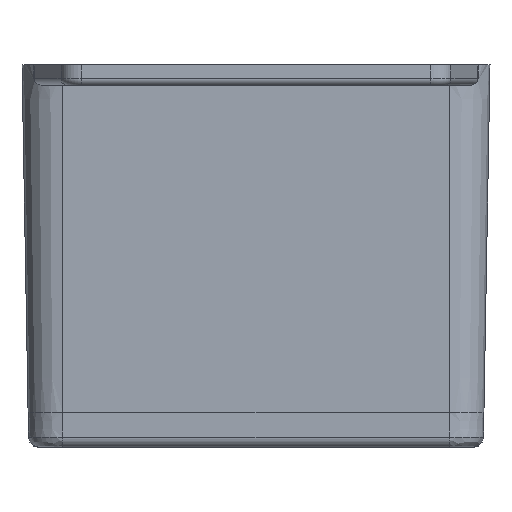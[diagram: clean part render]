
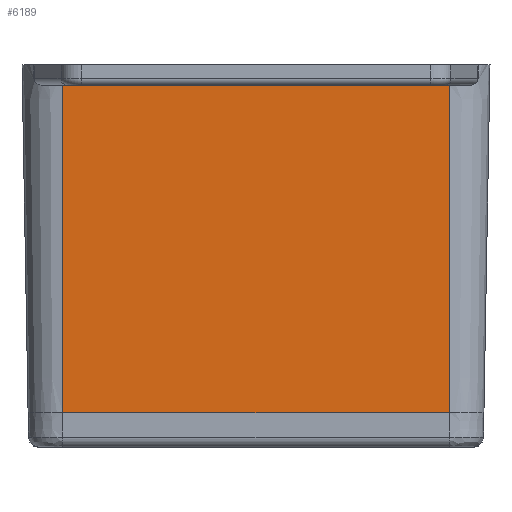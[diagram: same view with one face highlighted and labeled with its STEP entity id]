
A CAD part, front view. The second image highlights one B-rep face of the part: STEP entity #6189.
In plain terms, the highlighted planar face has unit normal (0, -1, -0.018).
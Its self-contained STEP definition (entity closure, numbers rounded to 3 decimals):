
#6146 = VERTEX_POINT ( 'NONE', #12546 ) ;
#6148 = EDGE_CURVE ( 'NONE', #6211, #6205, #12535, .T. ) ;
#6189 = ADVANCED_FACE ( 'NONE', ( #12584 ), #12589, .T. ) ;
#6191 = EDGE_CURVE ( 'NONE', #6146, #6214, #12619, .T. ) ;
#6192 = EDGE_CURVE ( 'NONE', #6146, #6211, #12633, .T. ) ;
#6194 = ORIENTED_EDGE ( 'NONE', *, *, #6191, .T. ) ;
#6195 = EDGE_CURVE ( 'NONE', #6205, #6214, #12134, .T. ) ;
#6196 = ORIENTED_EDGE ( 'NONE', *, *, #6195, .F. ) ;
#6202 = EDGE_LOOP ( 'NONE', ( #6208, #6194, #6196, #6207 ) ) ;
#6205 = VERTEX_POINT ( 'NONE', #12656 ) ;
#6207 = ORIENTED_EDGE ( 'NONE', *, *, #6148, .F. ) ;
#6208 = ORIENTED_EDGE ( 'NONE', *, *, #6192, .F. ) ;
#6211 = VERTEX_POINT ( 'NONE', #12649 ) ;
#6214 = VERTEX_POINT ( 'NONE', #12657 ) ;
#12131 = DIRECTION ( 'NONE',  ( -1., 0., 0. ) ) ;
#12132 = VECTOR ( 'NONE', #12131, 1000. ) ;
#12133 = CARTESIAN_POINT ( 'NONE',  ( -391.326, 2139.189, -1. ) ) ;
#12134 = LINE ( 'NONE', #12133, #12132 ) ;
#12526 = DIRECTION ( 'NONE',  ( 0., 0.017, -1. ) ) ;
#12527 = VECTOR ( 'NONE', #12526, 1000. ) ;
#12534 = CARTESIAN_POINT ( 'NONE',  ( -335.826, 2139.189, -1. ) ) ;
#12535 = LINE ( 'NONE', #12534, #12527 ) ;
#12546 = CARTESIAN_POINT ( 'NONE',  ( -391.326, 2138.369, 46. ) ) ;
#12584 = FACE_OUTER_BOUND ( 'NONE', #6202, .T. ) ;
#12589 = PLANE ( 'NONE',  #12631 ) ;
#12611 = DIRECTION ( 'NONE',  ( 1., 0., 0. ) ) ;
#12612 = VECTOR ( 'NONE', #12611, 1000. ) ;
#12613 = CARTESIAN_POINT ( 'NONE',  ( -391.326, 2138.369, 46. ) ) ;
#12616 = DIRECTION ( 'NONE',  ( 0., 0.017, -1. ) ) ;
#12617 = VECTOR ( 'NONE', #12616, 1000. ) ;
#12618 = CARTESIAN_POINT ( 'NONE',  ( -391.326, 2139.189, -1. ) ) ;
#12619 = LINE ( 'NONE', #12618, #12617 ) ;
#12622 = DIRECTION ( 'NONE',  ( 0., 0.017, -1. ) ) ;
#12623 = DIRECTION ( 'NONE',  ( 0., -1., -0.017 ) ) ;
#12624 = CARTESIAN_POINT ( 'NONE',  ( -391.326, 2139.189, -1. ) ) ;
#12631 = AXIS2_PLACEMENT_3D ( 'NONE', #12624, #12623, #12622 ) ;
#12633 = LINE ( 'NONE', #12613, #12612 ) ;
#12649 = CARTESIAN_POINT ( 'NONE',  ( -335.826, 2138.369, 46. ) ) ;
#12656 = CARTESIAN_POINT ( 'NONE',  ( -335.826, 2139.189, -1. ) ) ;
#12657 = CARTESIAN_POINT ( 'NONE',  ( -391.326, 2139.189, -1. ) ) ;
